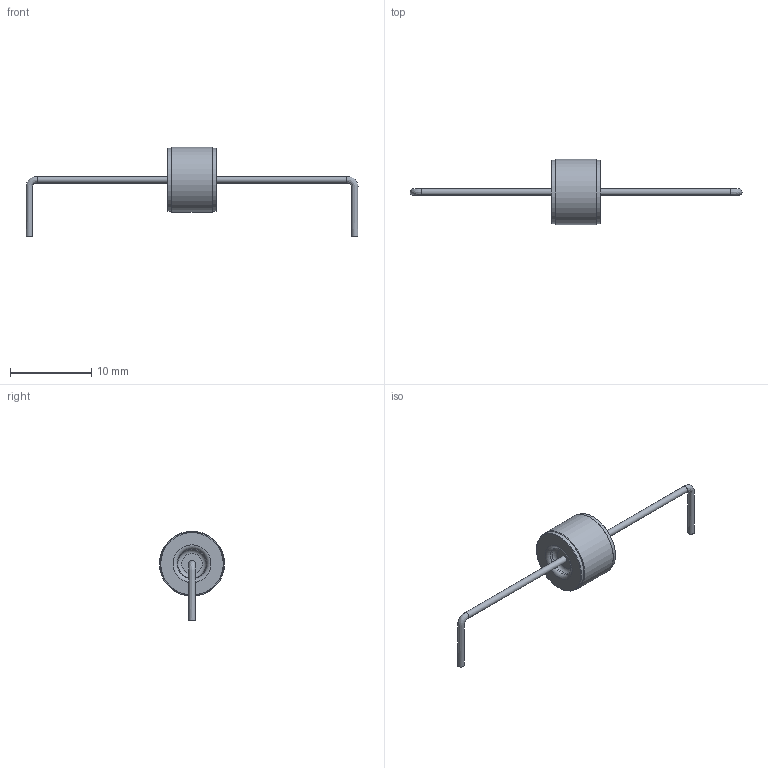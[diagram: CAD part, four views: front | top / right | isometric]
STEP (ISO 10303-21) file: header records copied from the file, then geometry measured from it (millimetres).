
FILE_DESCRIPTION(/* description */ ('Unknown'),/* implementation_level */ '2;1');
FILE_NAME(/* name */ 'CG35.0LTR',/* time_stamp */ '2024-04-10T14:28:06+02:00',/* author */ ('Unknown'),/* organization */ ('Unknown'),/* preprocessor_version */ 'ST-DEVELOPER v18.102',/* originating_system */ 'Solid Edge',/* authorisation */ 'Unknown');
FILE_SCHEMA (('AUTOMOTIVE_DESIGN {1 0 10303 214 3 1 1}'));
Length unit declared in the file: millimetre
Products named in the file (1): CG35.0LTR
Bounding box: 40.8 x 8 x 11 mm (x, y, z)
Volume: 304 mm3; surface area: 384.3 mm2
Topology: 1 solids, 1 shells, 25 faces, 45 edges, 28 vertices
Faces by surface type: plane 8, torus 8, cylinder 5, cone 2, bspline 2
Full cylindrical faces by diameter (mm): 0.8 x2, 7.779 x2, 8 x1
Entity records: 1411 total; most frequent: CARTESIAN_POINT 800, DIRECTION 96, ORIENTED_EDGE 48, EDGE_LOOP 48, FACE_BOUND 48, AXIS2_PLACEMENT_3D 48, STYLED_ITEM 25, PRESENTATION_STYLE_ASSIGNMENT 25
